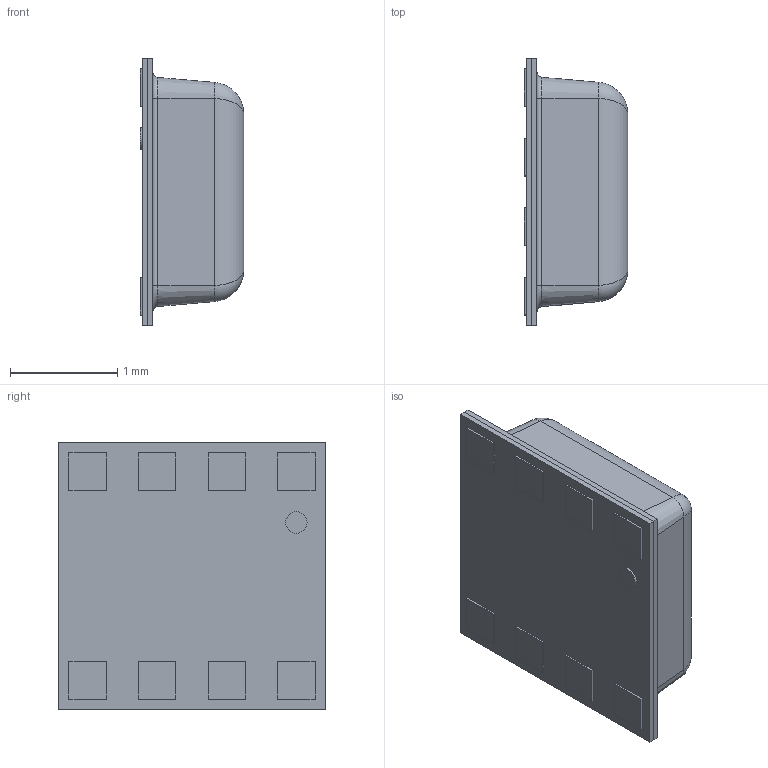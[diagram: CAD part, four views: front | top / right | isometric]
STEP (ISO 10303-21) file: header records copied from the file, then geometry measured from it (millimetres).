
FILE_DESCRIPTION(('STEP AP214'), '1');
FILE_NAME('Bme280', '', ('UNSPECIFIED'), ('UNSPECIFIED'), 'C3D Converter', 'C3D Toolkit', '');
FILE_SCHEMA(('AUTOMOTIVE_DESIGN { 1 0 10303 214 3 1 1}'));
Length unit declared in the file: millimetre
Bounding box: 0.97 x 2.5 x 2.5 mm (x, y, z)
Volume: 0.9 mm3; surface area: 38.6 mm2
Topology: 11 solids, 11 shells, 308 faces, 787 edges, 506 vertices
Faces by surface type: plane 146, extrusion 120, cylinder 18, bspline 8, cone 8, torus 8
Full cylindrical faces by diameter (mm): 0.2 x1, 0.3 x1
Entity records: 13520 total; most frequent: CARTESIAN_POINT 4048, ORIENTED_EDGE 1554, DIRECTION 1047, EDGE_CURVE 777, VECTOR 597, VERTEX_POINT 506, LINE 477, B_SPLINE_CURVE_WITH_KNOTS 376
